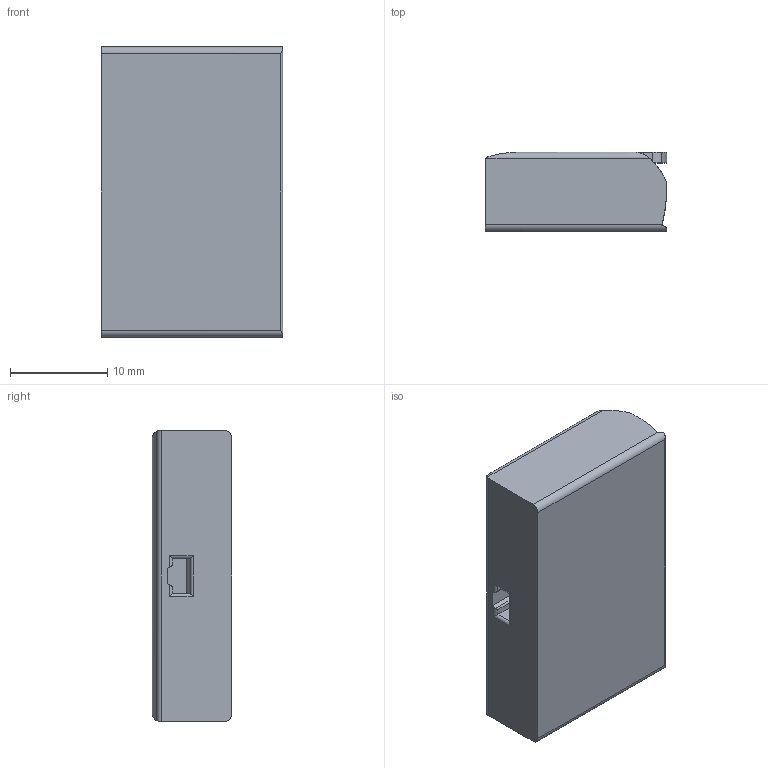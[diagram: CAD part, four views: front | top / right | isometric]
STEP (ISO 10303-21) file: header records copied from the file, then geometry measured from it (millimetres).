
FILE_DESCRIPTION(('HOOPS Exchange Step'),'2;1');
FILE_NAME('export-E8BB631E-9738-4B09-8516-18D7354463A8.stp','2024-05-16T09:35:46+02:00',('Gebruiker'),('Alibre'),'HOOPS Exchange 2023.0','Alibre','Unknown authorisation');
FILE_SCHEMA( ('AP242_MANAGED_MODEL_BASED_3D_ENGINEERING_MIM_LF {1 0 10303 442 1 1 4 }') );
Length unit declared in the file: millimetre
Products named in the file (1): 4307 WAGO Terminal Block 5 wire 221-415
Bounding box: 18.6 x 8.15 x 29.8 mm (x, y, z)
Volume: 4139.6 mm3; surface area: 2610.2 mm2
Topology: 1 solids, 1 shells, 241 faces, 702 edges, 464 vertices
Faces by surface type: plane 144, cylinder 97
Entity records: 8139 total; most frequent: CARTESIAN_POINT 1559, ORIENTED_EDGE 1404, DIRECTION 1330, EDGE_CURVE 702, VERTEX_POINT 464, VECTOR 462, LINE 462, AXIS2_PLACEMENT_3D 434
